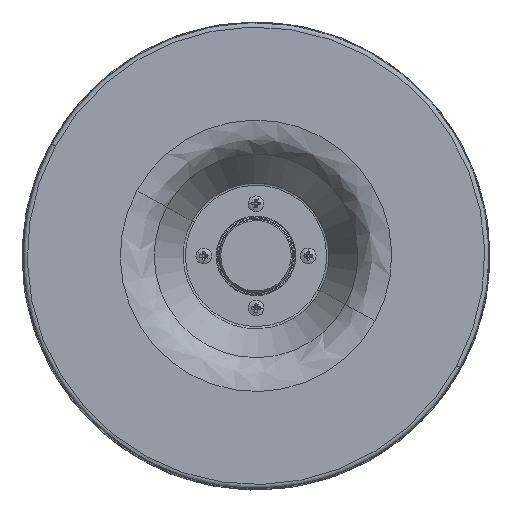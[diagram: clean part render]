
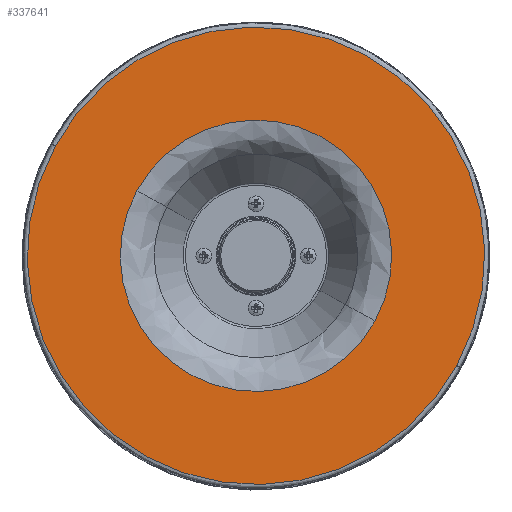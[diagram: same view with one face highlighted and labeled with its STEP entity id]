
A CAD part, top view. The second image highlights one B-rep face of the part: STEP entity #337641.
In plain terms, the highlighted planar face has unit normal (0, 0, 1).
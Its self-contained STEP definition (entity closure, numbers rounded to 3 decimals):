
#336766=CARTESIAN_POINT(' ',(76.948,-42.037,38.));
#336767=VERTEX_POINT(' ',#336766);
#336811=CARTESIAN_POINT(' ',(-76.948,42.037,38.));
#336812=VERTEX_POINT(' ',#336811);
#336826=CARTESIAN_POINT(' ',(0.,0.,38.));
#336831=DIRECTION(' ',(0.,0.,-1.));
#336836=DIRECTION(' ',(-0.878,0.479,0.));
#336841=AXIS2_PLACEMENT_3D(' ',#336826,#336831,#336836);
#336846=CIRCLE('',#336841,87.681);
#336851=EDGE_CURVE(' ',#336812,#336767,#336846,.T.);
#337096=CARTESIAN_POINT(' ',(0.,0.,38.));
#337101=DIRECTION(' ',(0.,0.,-1.));
#337106=DIRECTION(' ',(0.878,-0.479,0.));
#337111=AXIS2_PLACEMENT_3D(' ',#337096,#337101,#337106);
#337116=CIRCLE('',#337111,87.681);
#337121=EDGE_CURVE(' ',#336767,#336812,#337116,.T.);
#337506=DIRECTION(' ',(-0.,-0.,1.));
#337511=CARTESIAN_POINT(' ',(-90.682,87.738,38.));
#337516=DIRECTION(' ',(0.,-1.,0.));
#337521=AXIS2_PLACEMENT_3D(' ',#337511,#337506,#337516);
#337526=PLANE('',#337521);
#337531=ORIENTED_EDGE(' ',*,*,#337121,.F.);
#337536=ORIENTED_EDGE(' ',*,*,#336851,.F.);
#337541=EDGE_LOOP(' ',(#337531,#337536));
#337546=FACE_OUTER_BOUND(' ',#337541,.T.);
#337551=CARTESIAN_POINT(' ',(0.,0.,38.));
#337556=DIRECTION(' ',(0.,0.,-1.));
#337561=DIRECTION(' ',(-0.878,0.479,0.));
#337566=AXIS2_PLACEMENT_3D(' ',#337551,#337556,#337561);
#337571=CIRCLE('',#337566,52.018);
#337576=CARTESIAN_POINT(' ',(-45.65,24.939,38.));
#337577=VERTEX_POINT(' ',#337576);
#337581=CARTESIAN_POINT(' ',(45.65,-24.939,38.));
#337582=VERTEX_POINT(' ',#337581);
#337586=EDGE_CURVE(' ',#337577,#337582,#337571,.T.);
#337591=ORIENTED_EDGE(' ',*,*,#337586,.T.);
#337596=CARTESIAN_POINT(' ',(0.,0.,38.));
#337601=DIRECTION(' ',(0.,0.,-1.));
#337606=DIRECTION(' ',(0.878,-0.479,0.));
#337611=AXIS2_PLACEMENT_3D(' ',#337596,#337601,#337606);
#337616=CIRCLE('',#337611,52.018);
#337621=EDGE_CURVE(' ',#337582,#337577,#337616,.T.);
#337626=ORIENTED_EDGE(' ',*,*,#337621,.T.);
#337631=EDGE_LOOP(' ',(#337591,#337626));
#337636=FACE_BOUND(' ',#337631,.T.);
#337641=ADVANCED_FACE('',(#337546,#337636),#337526,.T.);
